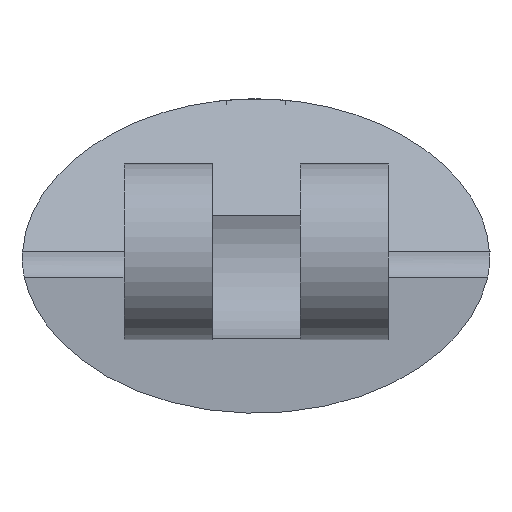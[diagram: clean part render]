
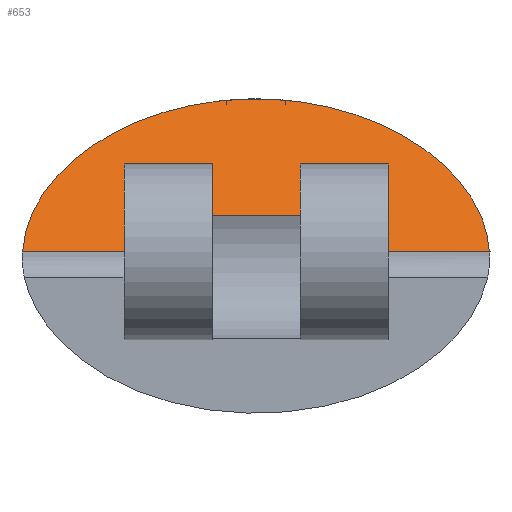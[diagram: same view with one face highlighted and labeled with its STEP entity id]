
A CAD part, front view. The second image highlights one B-rep face of the part: STEP entity #653.
In plain terms, the highlighted planar face has unit normal (0, -0.707, 0.707).
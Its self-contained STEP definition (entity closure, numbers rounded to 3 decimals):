
#4 = CARTESIAN_POINT ( 'NONE',  ( -3.821, 5.537, 4.537 ) ) ;
#10 = VERTEX_POINT ( 'NONE', #2089 ) ;
#11 = EDGE_CURVE ( 'NONE', #222, #229, #924, .T. ) ;
#16 = CARTESIAN_POINT ( 'NONE',  ( 0.495, 6.209, 5.209 ) ) ;
#29 = CARTESIAN_POINT ( 'NONE',  ( 5.242, 4.835, 3.835 ) ) ;
#53 = EDGE_LOOP ( 'NONE', ( #530, #684, #2108, #1846, #1458, #1800, #850, #1345, #866 ) ) ;
#128 = CARTESIAN_POINT ( 'NONE',  ( 1.964, 6.053, 5.053 ) ) ;
#171 = EDGE_CURVE ( 'NONE', #367, #976, #1637, .T. ) ;
#175 = CARTESIAN_POINT ( 'NONE',  ( -7.955, 1., 0. ) ) ;
#186 = LINE ( 'NONE', #215, #886 ) ;
#215 = CARTESIAN_POINT ( 'NONE',  ( -4.5, 2.234, 1.234 ) ) ;
#222 = VERTEX_POINT ( 'NONE', #1988 ) ;
#227 = CARTESIAN_POINT ( 'NONE',  ( 4.652, 5.161, 4.161 ) ) ;
#229 = VERTEX_POINT ( 'NONE', #485 ) ;
#255 = AXIS2_PLACEMENT_3D ( 'NONE', #770, #2082, #618 ) ;
#279 = PLANE ( 'NONE',  #255 ) ;
#287 = VECTOR ( 'NONE', #1307, 1000. ) ;
#288 = CARTESIAN_POINT ( 'NONE',  ( -0.998, 6.183, 5.183 ) ) ;
#346 = CARTESIAN_POINT ( 'NONE',  ( 1.5, 2.234, 1.234 ) ) ;
#357 = CARTESIAN_POINT ( 'NONE',  ( 7.435, 2.725, 1.725 ) ) ;
#367 = VERTEX_POINT ( 'NONE', #1384 ) ;
#429 = VECTOR ( 'NONE', #1639, 1000. ) ;
#485 = CARTESIAN_POINT ( 'NONE',  ( -7.955, 1., 0. ) ) ;
#489 = LINE ( 'NONE', #1959, #1937 ) ;
#501 = CARTESIAN_POINT ( 'NONE',  ( -6.131, 4.218, 3.218 ) ) ;
#530 = ORIENTED_EDGE ( 'NONE', *, *, #1067, .T. ) ;
#534 = CARTESIAN_POINT ( 'NONE',  ( 6.128, 4.22, 3.22 ) ) ;
#618 = DIRECTION ( 'NONE',  ( 0., -0.707, -0.707 ) ) ;
#627 = CARTESIAN_POINT ( 'NONE',  ( 3.375, 5.697, 4.697 ) ) ;
#632 = CARTESIAN_POINT ( 'NONE',  ( 7.955, 1., 0. ) ) ;
#638 = CARTESIAN_POINT ( 'NONE',  ( -7.6, 2.391, 1.391 ) ) ;
#643 = CARTESIAN_POINT ( 'NONE',  ( 7.955, 1., 0. ) ) ;
#649 = CARTESIAN_POINT ( 'NONE',  ( -7.866, 1.707, 0.707 ) ) ;
#653 = ADVANCED_FACE ( 'NONE', ( #1090 ), #279, .T. ) ;
#660 = CARTESIAN_POINT ( 'NONE',  ( -3.379, 5.695, 4.695 ) ) ;
#684 = ORIENTED_EDGE ( 'NONE', *, *, #1060, .T. ) ;
#701 = CARTESIAN_POINT ( 'NONE',  ( 7.803, 1.878, 0.878 ) ) ;
#717 = VERTEX_POINT ( 'NONE', #1981 ) ;
#721 = CARTESIAN_POINT ( 'NONE',  ( 7.853, 1.704, 0.704 ) ) ;
#744 = VERTEX_POINT ( 'NONE', #1146 ) ;
#770 = CARTESIAN_POINT ( 'NONE',  ( 10., 1., 0. ) ) ;
#779 = CARTESIAN_POINT ( 'NONE',  ( 2.442, 5.956, 4.956 ) ) ;
#789 = EDGE_CURVE ( 'NONE', #222, #717, #815, .T. ) ;
#790 = CARTESIAN_POINT ( 'NONE',  ( 4.5, 1., 0. ) ) ;
#815 = LINE ( 'NONE', #1617, #287 ) ;
#824 = CARTESIAN_POINT ( 'NONE',  ( -1.968, 6.044, 5.044 ) ) ;
#831 = EDGE_CURVE ( 'NONE', #2119, #976, #489, .T. ) ;
#850 = ORIENTED_EDGE ( 'NONE', *, *, #11, .F. ) ;
#859 = CARTESIAN_POINT ( 'NONE',  ( 4.447, 5.261, 4.261 ) ) ;
#866 = ORIENTED_EDGE ( 'NONE', *, *, #1892, .F. ) ;
#869 = DIRECTION ( 'NONE',  ( -1., 0., 0. ) ) ;
#881 = CARTESIAN_POINT ( 'NONE',  ( 7.955, 1., 0. ) ) ;
#886 = VECTOR ( 'NONE', #869, 1000. ) ;
#924 = LINE ( 'NONE', #1077, #1741 ) ;
#939 = CARTESIAN_POINT ( 'NONE',  ( 1.235, 6.151, 5.151 ) ) ;
#948 = CARTESIAN_POINT ( 'NONE',  ( 4.5, 2.234, 1.234 ) ) ;
#976 = VERTEX_POINT ( 'NONE', #790 ) ;
#983 = CARTESIAN_POINT ( 'NONE',  ( 0.244, 6.218, 5.218 ) ) ;
#993 = DIRECTION ( 'NONE',  ( 1., 0., 0. ) ) ;
#1060 = EDGE_CURVE ( 'NONE', #1245, #2119, #1461, .T. ) ;
#1067 = EDGE_CURVE ( 'NONE', #744, #1245, #1814, .T. ) ;
#1077 = CARTESIAN_POINT ( 'NONE',  ( 10., 1., 0. ) ) ;
#1090 = FACE_OUTER_BOUND ( 'NONE', #53, .T. ) ;
#1098 = CARTESIAN_POINT ( 'NONE',  ( -6.987, 3.35, 2.35 ) ) ;
#1133 = CARTESIAN_POINT ( 'NONE',  ( -5.798, 4.477, 3.477 ) ) ;
#1146 = CARTESIAN_POINT ( 'NONE',  ( -1.5, 2.234, 1.234 ) ) ;
#1152 = CARTESIAN_POINT ( 'NONE',  ( 10., 1., 0. ) ) ;
#1153 = CARTESIAN_POINT ( 'NONE',  ( 4.5, 2.234, 1.234 ) ) ;
#1154 = CARTESIAN_POINT ( 'NONE',  ( 5.795, 4.479, 3.479 ) ) ;
#1167 = CARTESIAN_POINT ( 'NONE',  ( 5.049, 4.949, 3.949 ) ) ;
#1177 = CARTESIAN_POINT ( 'NONE',  ( 6.726, 3.662, 2.662 ) ) ;
#1187 = CARTESIAN_POINT ( 'NONE',  ( 7.946, 1.178, 0.178 ) ) ;
#1245 = VERTEX_POINT ( 'NONE', #2109 ) ;
#1276 = CARTESIAN_POINT ( 'NONE',  ( 7.955, 1., 0. ) ) ;
#1284 = CARTESIAN_POINT ( 'NONE',  ( -7.425, 2.72, 1.72 ) ) ;
#1294 = CARTESIAN_POINT ( 'NONE',  ( -7.107, 3.196, 2.196 ) ) ;
#1306 = CARTESIAN_POINT ( 'NONE',  ( -2.447, 5.946, 4.946 ) ) ;
#1307 = DIRECTION ( 'NONE',  ( 0., 0.707, 0.707 ) ) ;
#1311 = CARTESIAN_POINT ( 'NONE',  ( 7.955, 1., 0. ) ) ;
#1317 = EDGE_CURVE ( 'NONE', #10, #367, #1557, .T. ) ;
#1318 = CARTESIAN_POINT ( 'NONE',  ( -7.326, 2.881, 1.881 ) ) ;
#1345 = ORIENTED_EDGE ( 'NONE', *, *, #789, .T. ) ;
#1384 = CARTESIAN_POINT ( 'NONE',  ( 7.955, 1., 0. ) ) ;
#1430 = CARTESIAN_POINT ( 'NONE',  ( 0.99, 6.176, 5.176 ) ) ;
#1458 = ORIENTED_EDGE ( 'NONE', *, *, #1317, .F. ) ;
#1461 = LINE ( 'NONE', #1153, #429 ) ;
#1462 = CARTESIAN_POINT ( 'NONE',  ( -5.064, 4.95, 3.95 ) ) ;
#1557 = B_SPLINE_CURVE_WITH_KNOTS ( 'NONE', 3,
 ( #643, #632, #1276, #1311 ),
 .UNSPECIFIED., .F., .F.,
 ( 4, 4 ),
 ( 0.024, 0.024 ),
 .UNSPECIFIED. ) ;
#1592 = CARTESIAN_POINT ( 'NONE',  ( -2.685, 5.888, 4.888 ) ) ;
#1617 = CARTESIAN_POINT ( 'NONE',  ( -4.5, 1., 0. ) ) ;
#1637 = LINE ( 'NONE', #1152, #1886 ) ;
#1639 = DIRECTION ( 'NONE',  ( 1., 0., 0. ) ) ;
#1641 = CARTESIAN_POINT ( 'NONE',  ( -4.662, 5.166, 4.166 ) ) ;
#1693 = VECTOR ( 'NONE', #993, 1000. ) ;
#1694 = CARTESIAN_POINT ( 'NONE',  ( 7.613, 2.392, 1.392 ) ) ;
#1722 = B_SPLINE_CURVE_WITH_KNOTS ( 'NONE', 3,
 ( #175, #2116, #649, #1766, #638, #1284, #1318, #1294, #1098, #1958, #1755, #501, #1133, #1462, #1641, #4, #660, #1592, #1306, #824, #1969, #288, #1805, #983, #16, #1430, #939, #128, #779, #627, #1931, #859, #227, #1167, #29, #1154, #534, #1177, #1849, #357, #1694, #701, #721, #2021, #1187, #881 ),
 .UNSPECIFIED., .F., .F.,
 ( 4, 2, 2, 2, 2, 2, 2, 2, 2, 2, 2, 2, 2, 2, 2, 2, 2, 2, 2, 2, 2, 2, 4 ),
 ( 0., 0.002, 0.002, 0.003, 0.004, 0.005, 0.006, 0.008, 0.009, 0.01, 0.011, 0.012, 0.013, 0.014, 0.015, 0.017, 0.017, 0.018, 0.02, 0.021, 0.023, 0.023, 0.024 ),
 .UNSPECIFIED. ) ;
#1741 = VECTOR ( 'NONE', #1928, 1000. ) ;
#1755 = CARTESIAN_POINT ( 'NONE',  ( -6.582, 3.796, 2.796 ) ) ;
#1766 = CARTESIAN_POINT ( 'NONE',  ( -7.676, 2.221, 1.221 ) ) ;
#1774 = EDGE_CURVE ( 'NONE', #229, #10, #1722, .T. ) ;
#1795 = DIRECTION ( 'NONE',  ( 0., -0.707, -0.707 ) ) ;
#1800 = ORIENTED_EDGE ( 'NONE', *, *, #1774, .F. ) ;
#1805 = CARTESIAN_POINT ( 'NONE',  ( -0.505, 6.217, 5.217 ) ) ;
#1814 = LINE ( 'NONE', #346, #1693 ) ;
#1846 = ORIENTED_EDGE ( 'NONE', *, *, #171, .F. ) ;
#1849 = CARTESIAN_POINT ( 'NONE',  ( 6.993, 3.359, 2.359 ) ) ;
#1886 = VECTOR ( 'NONE', #1952, 1000. ) ;
#1892 = EDGE_CURVE ( 'NONE', #744, #717, #186, .T. ) ;
#1928 = DIRECTION ( 'NONE',  ( -1., 0., 0. ) ) ;
#1931 = CARTESIAN_POINT ( 'NONE',  ( 3.817, 5.539, 4.539 ) ) ;
#1937 = VECTOR ( 'NONE', #1795, 1000. ) ;
#1952 = DIRECTION ( 'NONE',  ( -1., 0., 0. ) ) ;
#1958 = CARTESIAN_POINT ( 'NONE',  ( -6.725, 3.65, 2.65 ) ) ;
#1959 = CARTESIAN_POINT ( 'NONE',  ( 4.5, 1., 0. ) ) ;
#1969 = CARTESIAN_POINT ( 'NONE',  ( -1.726, 6.085, 5.085 ) ) ;
#1981 = CARTESIAN_POINT ( 'NONE',  ( -4.5, 2.234, 1.234 ) ) ;
#1988 = CARTESIAN_POINT ( 'NONE',  ( -4.5, 1., 0. ) ) ;
#2021 = CARTESIAN_POINT ( 'NONE',  ( 7.925, 1.354, 0.354 ) ) ;
#2082 = DIRECTION ( 'NONE',  ( 0., -0.707, 0.707 ) ) ;
#2089 = CARTESIAN_POINT ( 'NONE',  ( 7.955, 1., 0. ) ) ;
#2108 = ORIENTED_EDGE ( 'NONE', *, *, #831, .T. ) ;
#2109 = CARTESIAN_POINT ( 'NONE',  ( 1.5, 2.234, 1.234 ) ) ;
#2116 = CARTESIAN_POINT ( 'NONE',  ( -7.938, 1.355, 0.355 ) ) ;
#2119 = VERTEX_POINT ( 'NONE', #948 ) ;
